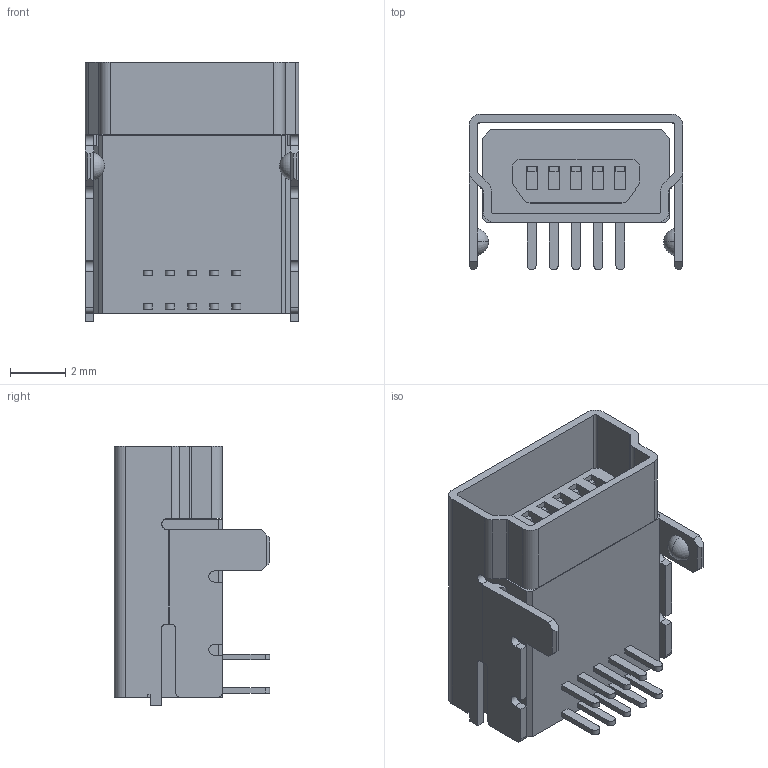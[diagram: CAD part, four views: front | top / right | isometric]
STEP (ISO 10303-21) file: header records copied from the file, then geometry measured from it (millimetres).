
FILE_DESCRIPTION(('STEP AP214'),'1');
FILE_NAME('usb_a-usb_b-m5-c.stp','2017-04-07T15:40:44',('TraceParts'),('TraceParts S.A.'),'Spatial InterOp 3D',' ',' ');
FILE_SCHEMA(('automotive_design'));
Length unit declared in the file: millimetre
Products named in the file (1): usb_a-usb_b-m5-c
Bounding box: 7.7 x 5.6 x 9.35 mm (x, y, z)
Volume: 200.4 mm3; surface area: 550.5 mm2
Topology: 1 solids, 1 shells, 232 faces, 645 edges, 428 vertices
Faces by surface type: plane 171, cylinder 57, torus 4
Entity records: 9251 total; most frequent: CARTESIAN_POINT 1312, ORIENTED_EDGE 1282, DIRECTION 1229, EDGE_CURVE 641, LINE 515, VECTOR 515, VERTEX_POINT 428, AXIS2_PLACEMENT_3D 357
